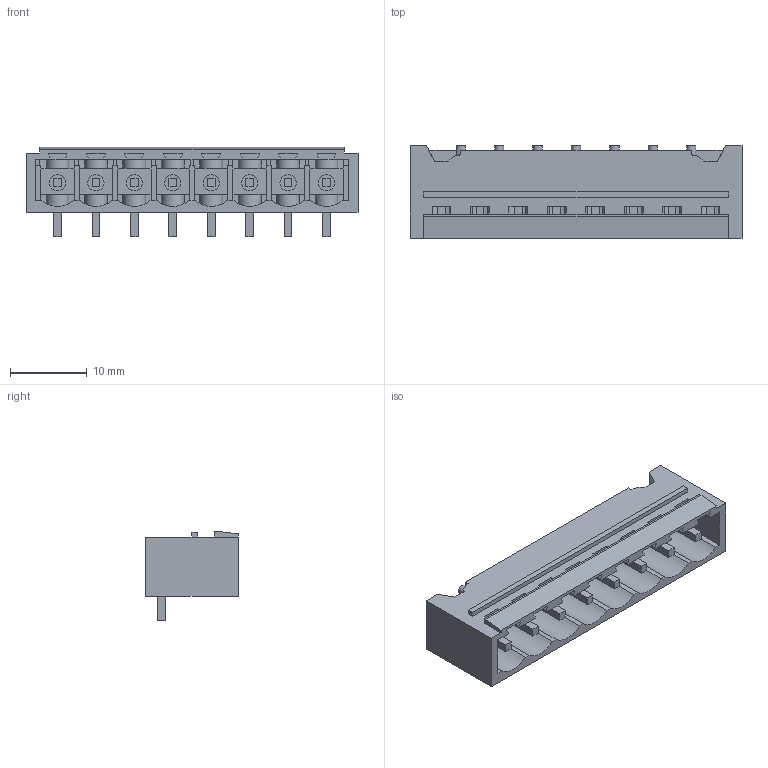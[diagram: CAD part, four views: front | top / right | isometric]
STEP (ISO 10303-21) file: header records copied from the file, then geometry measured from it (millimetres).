
FILE_DESCRIPTION(('CATIA V5 STEP Exchange','CAx-IF Rec.Pracs.--- Model Styling and Organization---1.2---2011-12-15'),'2;1');
FILE_NAME ('7592415_2_1840180000_1840180000.stp','2018-03-08T10:38:04+00:00',('none'),('Weidmueller'),'CATIA Version 5-6 Release 2014','CATIA V5 STEP AP214','none');
FILE_SCHEMA(('AUTOMOTIVE_DESIGN { 1 0 10303 214 1 1 1 1 }'));
Length unit declared in the file: millimetre
Products named in the file (1): 1840180000
Bounding box: 43.2 x 12 x 11.63 mm (x, y, z)
Volume: 1642.9 mm3; surface area: 3890 mm2
Topology: 9 solids, 9 shells, 647 faces, 1969 edges, 1326 vertices
Faces by surface type: plane 533, cylinder 102, extrusion 12
Entity records: 20507 total; most frequent: CARTESIAN_POINT 4122, ORIENTED_EDGE 3938, DIRECTION 2561, EDGE_CURVE 1969, VECTOR 1611, LINE 1599, VERTEX_POINT 1326, EDGE_LOOP 665
